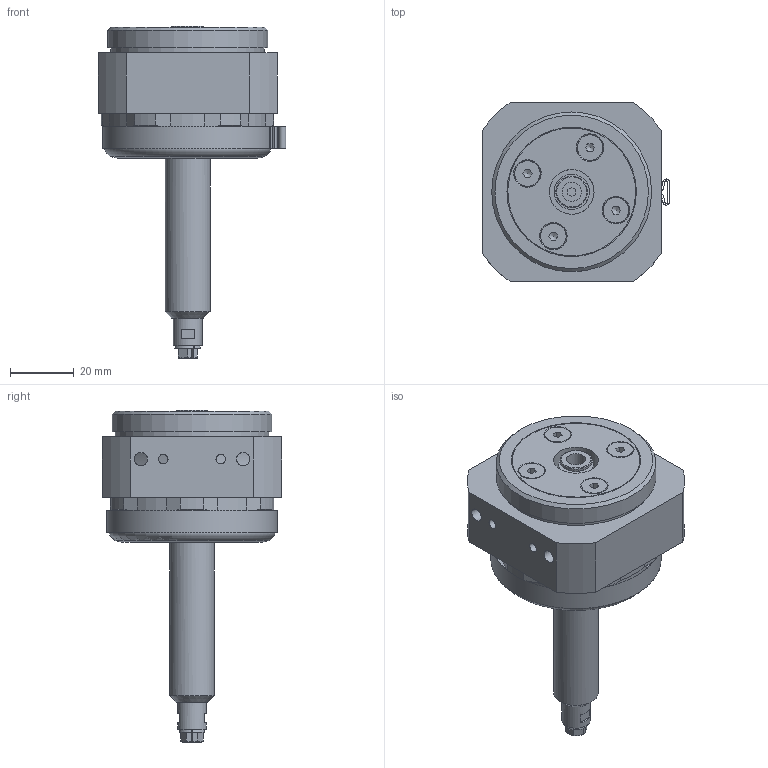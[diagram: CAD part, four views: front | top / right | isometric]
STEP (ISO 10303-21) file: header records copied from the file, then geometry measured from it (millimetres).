
FILE_DESCRIPTION(/* description */ (''),/* implementation_level */ '2;1');
FILE_NAME(/* name */ 'ESR 551 FW_29948665.stp',/* time_stamp */ '2014-12-11T13:23:10+01:00',/* author */ ('ekoch'),/* organization */ (''),/* preprocessor_version */ 'ST-DEVELOPER v15.2',/* originating_system */ 'Autodesk Inventor 2014',/* authorisation */ '');
FILE_SCHEMA (('AUTOMOTIVE_DESIGN { 1 0 10303 214 3 1 1 }'));
Length unit declared in the file: millimetre
Products named in the file (1): ESR 551 FW_29948665
Bounding box: 58.69 x 56 x 103.86 mm (x, y, z)
Volume: 92193.4 mm3; surface area: 27899.1 mm2
Topology: 1 solids, 7 shells, 287 faces, 752 edges, 497 vertices
Faces by surface type: plane 143, cylinder 93, cone 41, torus 10
Full cylindrical faces by diameter (mm): 3 x3, 3.1 x1, 4 x4, 4.134 x3, 4.5 x4, 6 x1, 7.2 x1, 8 x4, 9 x1, 9.9 x1, 11 x1, 14 x2, 18 x1, 18.1 x1, 19 x1, 29 x1, 32 x1, 34 x1, 40 x2, 40.5 x1, 45 x1, 48 x1, 50 x2
Entity records: 8656 total; most frequent: CARTESIAN_POINT 1808, DIRECTION 1346, ORIENTED_EDGE 1276, EDGE_CURVE 638, AXIS2_PLACEMENT_3D 528, VERTEX_POINT 453, EDGE_LOOP 399, LINE 290
